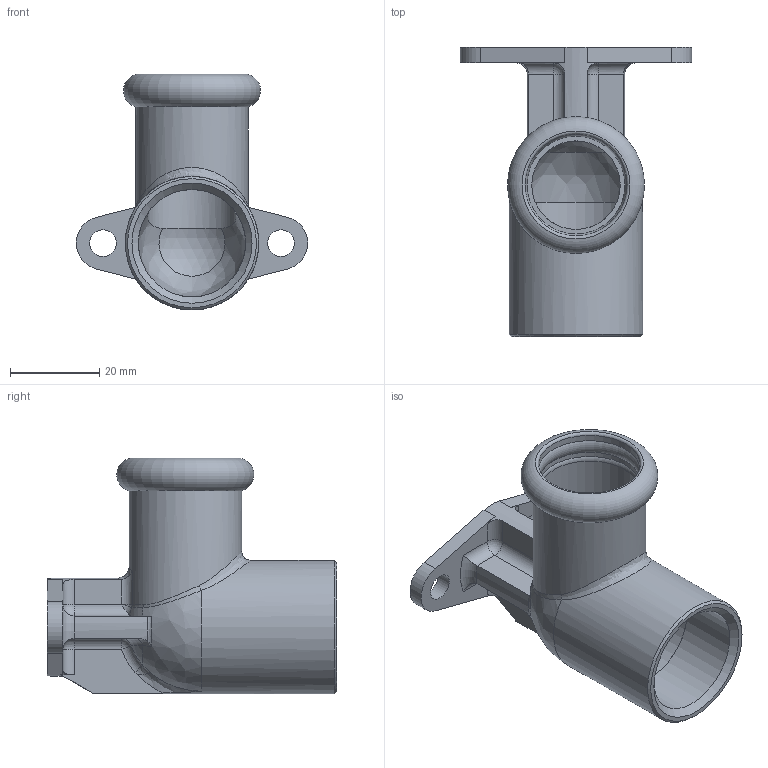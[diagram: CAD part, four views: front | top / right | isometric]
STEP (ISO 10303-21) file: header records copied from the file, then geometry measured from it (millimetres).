
FILE_DESCRIPTION(/* description */ ('GOMITO CON FLANGIA 3/4"x22 DISTANZIATO (Wall plate elbow 3/4"x22+extension)'),/* implementation_level */ '2;1');
FILE_NAME(/* name */ '185304122_Inoxpres.stp',/* time_stamp */ '2022-10-11T15:01:09+02:00',/* author */ ('Vault'),/* organization */ ('Raccorderie metalliche s.p.a. '),/* preprocessor_version */ 'ST-DEVELOPER v18.1',/* originating_system */ 'Autodesk Inventor 2020',/* authorisation */ 'Raccorderie metalliche s.p.a. ');
FILE_SCHEMA (('AUTOMOTIVE_DESIGN { 1 0 10303 214 3 1 1 }'));
Length unit declared in the file: millimetre
Products named in the file (1): 185304122_Inoxpres
Bounding box: 52 x 65 x 53 mm (x, y, z)
Volume: 21370.2 mm3; surface area: 14783.1 mm2
Topology: 1 solids, 1 shells, 97 faces, 266 edges, 163 vertices
Faces by surface type: cylinder 32, plane 18, bspline 17, torus 16, sphere 11, cone 3
Full cylindrical faces by diameter (mm): 6 x2, 19.9 x1, 22.3 x1, 22.9 x2, 24.1 x1, 24.117 x1, 25.3 x1, 30 x1
Entity records: 3788 total; most frequent: CARTESIAN_POINT 1406, ORIENTED_EDGE 516, DIRECTION 472, EDGE_CURVE 258, AXIS2_PLACEMENT_3D 199, VERTEX_POINT 163, CIRCLE 116, EDGE_LOOP 103
